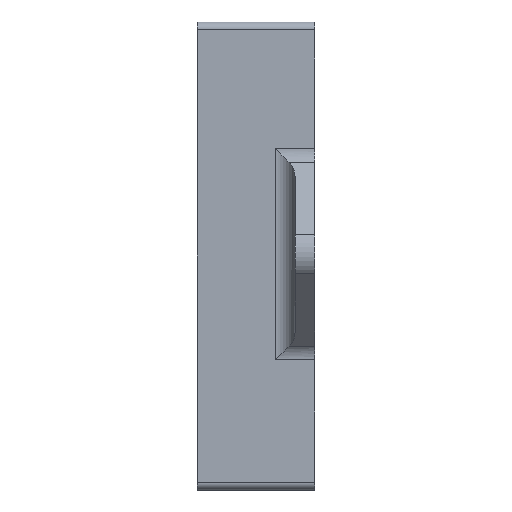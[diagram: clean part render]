
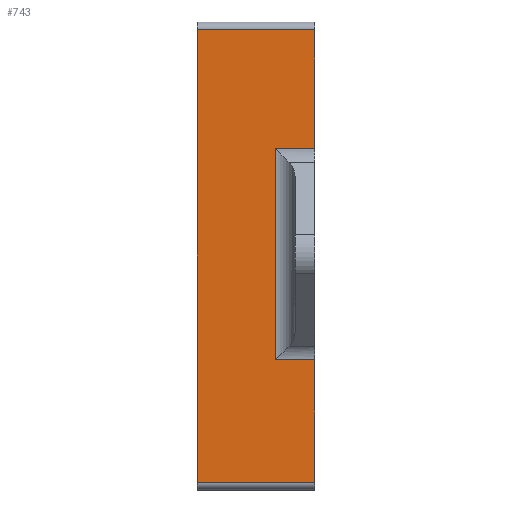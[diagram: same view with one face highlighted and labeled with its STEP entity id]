
A CAD part, left-side view. The second image highlights one B-rep face of the part: STEP entity #743.
In plain terms, the highlighted planar face has unit normal (-1, 0, 0).
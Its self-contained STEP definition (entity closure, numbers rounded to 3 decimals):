
#10 = DIRECTION ( 'NONE',  ( 0., 1., 0. ) ) ;
#40 = VERTEX_POINT ( 'NONE', #1176 ) ;
#165 = VERTEX_POINT ( 'NONE', #2285 ) ;
#180 = VECTOR ( 'NONE', #1186, 1000. ) ;
#225 = ORIENTED_EDGE ( 'NONE', *, *, #591, .T. ) ;
#249 = DIRECTION ( 'NONE',  ( 0., -1., 0. ) ) ;
#250 = VERTEX_POINT ( 'NONE', #3143 ) ;
#262 = DIRECTION ( 'NONE',  ( 0., -1., 0. ) ) ;
#284 = AXIS2_PLACEMENT_3D ( 'NONE', #641, #852, #1093 ) ;
#404 = VECTOR ( 'NONE', #1081, 1000. ) ;
#412 = LINE ( 'NONE', #1697, #404 ) ;
#484 = EDGE_CURVE ( 'NONE', #538, #1894, #2026, .T. ) ;
#538 = VERTEX_POINT ( 'NONE', #3070 ) ;
#591 = EDGE_CURVE ( 'NONE', #1746, #165, #2313, .T. ) ;
#641 = CARTESIAN_POINT ( 'NONE',  ( -46.32, -3., 0. ) ) ;
#646 = CARTESIAN_POINT ( 'NONE',  ( -46.32, -3., 0. ) ) ;
#743 = ADVANCED_FACE ( 'NONE', ( #1947 ), #1609, .T. ) ;
#852 = DIRECTION ( 'NONE',  ( -1., 0., 0. ) ) ;
#865 = ORIENTED_EDGE ( 'NONE', *, *, #2263, .T. ) ;
#948 = LINE ( 'NONE', #1956, #1074 ) ;
#1013 = CARTESIAN_POINT ( 'NONE',  ( -46.32, -3., -27.071 ) ) ;
#1025 = VECTOR ( 'NONE', #1410, 1000. ) ;
#1074 = VECTOR ( 'NONE', #3060, 1000. ) ;
#1081 = DIRECTION ( 'NONE',  ( 0., 1., 0. ) ) ;
#1091 = CARTESIAN_POINT ( 'NONE',  ( -46.32, -3., -58.43 ) ) ;
#1093 = DIRECTION ( 'NONE',  ( 0., 0., 1. ) ) ;
#1175 = ORIENTED_EDGE ( 'NONE', *, *, #1912, .T. ) ;
#1176 = CARTESIAN_POINT ( 'NONE',  ( -46.32, 7., 27.071 ) ) ;
#1186 = DIRECTION ( 'NONE',  ( 0., 0., 1. ) ) ;
#1202 = CARTESIAN_POINT ( 'NONE',  ( -46.32, -3., 0. ) ) ;
#1249 = ORIENTED_EDGE ( 'NONE', *, *, #1327, .T. ) ;
#1327 = EDGE_CURVE ( 'NONE', #2476, #1746, #3198, .T. ) ;
#1347 = EDGE_LOOP ( 'NONE', ( #1249, #225, #3032, #865, #3181, #2788, #2999, #1175 ) ) ;
#1403 = EDGE_CURVE ( 'NONE', #2167, #1894, #412, .T. ) ;
#1410 = DIRECTION ( 'NONE',  ( 0., 0., 1. ) ) ;
#1439 = VECTOR ( 'NONE', #249, 1000. ) ;
#1474 = CARTESIAN_POINT ( 'NONE',  ( -46.32, 27., 0. ) ) ;
#1609 = PLANE ( 'NONE',  #284 ) ;
#1697 = CARTESIAN_POINT ( 'NONE',  ( -46.32, -3., 57.53 ) ) ;
#1746 = VERTEX_POINT ( 'NONE', #1013 ) ;
#1764 = CARTESIAN_POINT ( 'NONE',  ( -46.32, -3., 57.53 ) ) ;
#1814 = VECTOR ( 'NONE', #262, 1000. ) ;
#1869 = LINE ( 'NONE', #2917, #1439 ) ;
#1894 = VERTEX_POINT ( 'NONE', #2121 ) ;
#1912 = EDGE_CURVE ( 'NONE', #538, #2476, #1869, .T. ) ;
#1947 = FACE_OUTER_BOUND ( 'NONE', #1347, .T. ) ;
#1956 = CARTESIAN_POINT ( 'NONE',  ( -46.32, 7., 0. ) ) ;
#2026 = LINE ( 'NONE', #1474, #2962 ) ;
#2091 = LINE ( 'NONE', #2359, #1814 ) ;
#2121 = CARTESIAN_POINT ( 'NONE',  ( -46.32, 27., 57.53 ) ) ;
#2167 = VERTEX_POINT ( 'NONE', #1764 ) ;
#2263 = EDGE_CURVE ( 'NONE', #40, #250, #2091, .T. ) ;
#2285 = CARTESIAN_POINT ( 'NONE',  ( -46.32, 7., -27.071 ) ) ;
#2313 = LINE ( 'NONE', #2329, #2518 ) ;
#2329 = CARTESIAN_POINT ( 'NONE',  ( -46.32, 2., -27.071 ) ) ;
#2359 = CARTESIAN_POINT ( 'NONE',  ( -46.32, -3., 27.071 ) ) ;
#2476 = VERTEX_POINT ( 'NONE', #1091 ) ;
#2518 = VECTOR ( 'NONE', #10, 1000. ) ;
#2521 = DIRECTION ( 'NONE',  ( 0., 0., 1. ) ) ;
#2788 = ORIENTED_EDGE ( 'NONE', *, *, #1403, .T. ) ;
#2917 = CARTESIAN_POINT ( 'NONE',  ( -46.32, -3., -58.43 ) ) ;
#2962 = VECTOR ( 'NONE', #2521, 1000. ) ;
#2994 = LINE ( 'NONE', #646, #1025 ) ;
#2999 = ORIENTED_EDGE ( 'NONE', *, *, #484, .F. ) ;
#3029 = EDGE_CURVE ( 'NONE', #165, #40, #948, .T. ) ;
#3032 = ORIENTED_EDGE ( 'NONE', *, *, #3029, .T. ) ;
#3060 = DIRECTION ( 'NONE',  ( 0., 0., 1. ) ) ;
#3070 = CARTESIAN_POINT ( 'NONE',  ( -46.32, 27., -58.43 ) ) ;
#3143 = CARTESIAN_POINT ( 'NONE',  ( -46.32, -3., 27.071 ) ) ;
#3181 = ORIENTED_EDGE ( 'NONE', *, *, #3335, .T. ) ;
#3198 = LINE ( 'NONE', #1202, #180 ) ;
#3335 = EDGE_CURVE ( 'NONE', #250, #2167, #2994, .T. ) ;
